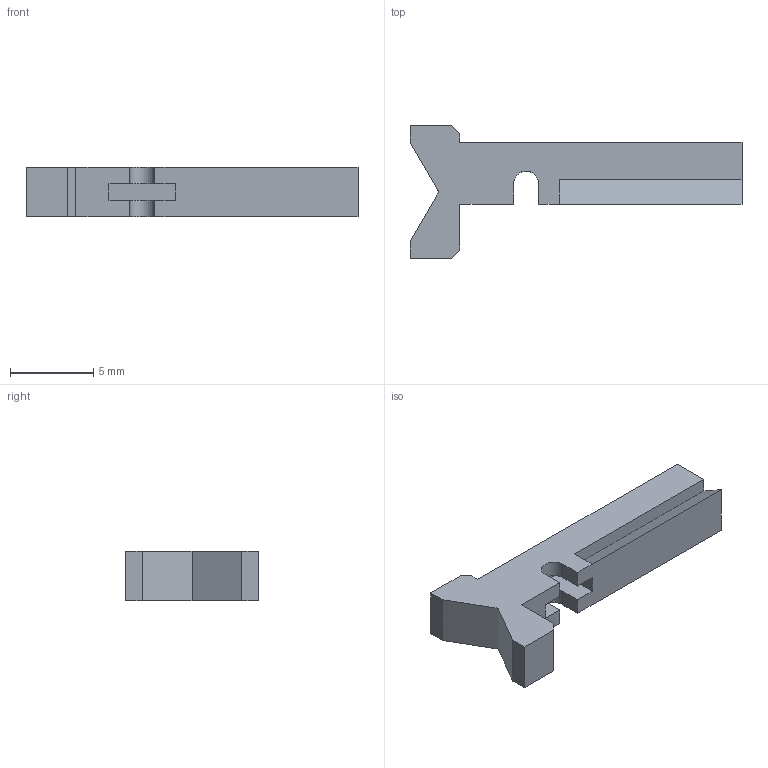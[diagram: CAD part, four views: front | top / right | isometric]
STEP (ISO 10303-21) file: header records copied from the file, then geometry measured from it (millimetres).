
FILE_DESCRIPTION(/* description */ (''),/* implementation_level */ '2;1');
FILE_NAME(/* name */ 'Jaw1.stp',/* time_stamp */ '2023-05-21T18:22:58+07:00',/* author */ ('admin'),/* organization */ (''),/* preprocessor_version */ 'ST-DEVELOPER v18.1',/* originating_system */ 'Autodesk Inventor 2022',/* authorisation */ '');
FILE_SCHEMA (('AUTOMOTIVE_DESIGN { 1 0 10303 214 3 1 1 }'));
Length unit declared in the file: millimetre
Products named in the file (1): Jaw1
Bounding box: 20 x 8 x 3 mm (x, y, z)
Volume: 216.1 mm3; surface area: 381 mm2
Topology: 1 solids, 1 shells, 33 faces, 91 edges, 60 vertices
Faces by surface type: plane 31, cylinder 2
Entity records: 1074 total; most frequent: CARTESIAN_POINT 185, ORIENTED_EDGE 182, DIRECTION 163, EDGE_CURVE 91, LINE 87, VECTOR 87, VERTEX_POINT 60, AXIS2_PLACEMENT_3D 38
